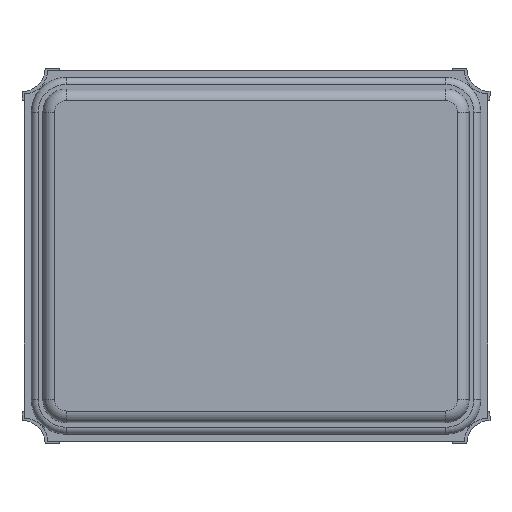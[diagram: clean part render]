
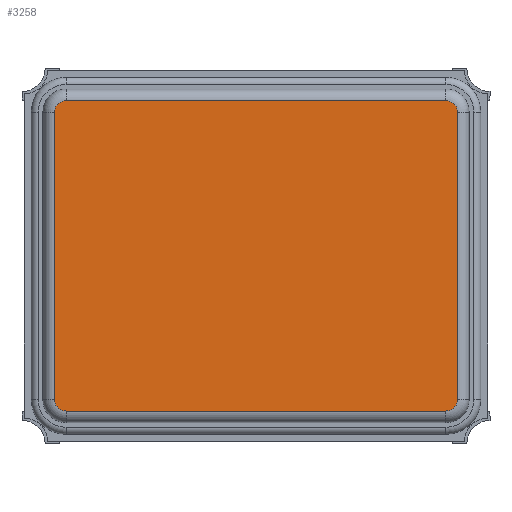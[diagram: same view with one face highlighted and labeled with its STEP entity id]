
A CAD part, top view. The second image highlights one B-rep face of the part: STEP entity #3258.
In plain terms, the highlighted planar face has unit normal (0, 0, 1).
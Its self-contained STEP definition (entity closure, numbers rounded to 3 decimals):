
#141 = ORIENTED_EDGE ( 'NONE', *, *, #3644, .T. ) ;
#142 = ORIENTED_EDGE ( 'NONE', *, *, #3647, .T. ) ;
#147 = ORIENTED_EDGE ( 'NONE', *, *, #3622, .T. ) ;
#148 = ORIENTED_EDGE ( 'NONE', *, *, #3630, .T. ) ;
#149 = ORIENTED_EDGE ( 'NONE', *, *, #3640, .T. ) ;
#211 = ORIENTED_EDGE ( 'NONE', *, *, #3627, .T. ) ;
#212 = ORIENTED_EDGE ( 'NONE', *, *, #3651, .T. ) ;
#267 = EDGE_LOOP ( 'NONE', ( #211, #532, #147, #212, #148, #149, #141, #142 ) ) ;
#532 = ORIENTED_EDGE ( 'NONE', *, *, #3605, .T. ) ;
#648 = LINE ( 'NONE', #1614, #651 ) ;
#651 = VECTOR ( 'NONE', #1616, 1000. ) ;
#675 = CIRCLE ( 'NONE', #2720, 0.05 ) ;
#678 = CIRCLE ( 'NONE', #2724, 0.05 ) ;
#685 = CIRCLE ( 'NONE', #2725, 0.05 ) ;
#695 = LINE ( 'NONE', #1951, #704 ) ;
#704 = VECTOR ( 'NONE', #1955, 1000. ) ;
#705 = CIRCLE ( 'NONE', #2731, 0.05 ) ;
#711 = LINE ( 'NONE', #1960, #713 ) ;
#713 = VECTOR ( 'NONE', #1967, 1000. ) ;
#716 = LINE ( 'NONE', #1984, #719 ) ;
#719 = VECTOR ( 'NONE', #1985, 1000. ) ;
#848 = VERTEX_POINT ( 'NONE', #2872 ) ;
#849 = VERTEX_POINT ( 'NONE', #2873 ) ;
#851 = VERTEX_POINT ( 'NONE', #2875 ) ;
#852 = VERTEX_POINT ( 'NONE', #2876 ) ;
#853 = VERTEX_POINT ( 'NONE', #2877 ) ;
#854 = VERTEX_POINT ( 'NONE', #2878 ) ;
#855 = VERTEX_POINT ( 'NONE', #2879 ) ;
#1089 = FACE_OUTER_BOUND ( 'NONE', #267, .T. ) ;
#1266 = CARTESIAN_POINT ( 'NONE',  ( -0.82, -0.67, 0.5 ) ) ;
#1614 = CARTESIAN_POINT ( 'NONE',  ( 0.87, 0.62, 0.5 ) ) ;
#1616 = DIRECTION ( 'NONE',  ( 0., 1., 0. ) ) ;
#1656 = CARTESIAN_POINT ( 'NONE',  ( 0.82, 0.62, 0.5 ) ) ;
#1657 = DIRECTION ( 'NONE',  ( 0., 0., 1. ) ) ;
#1658 = DIRECTION ( 'NONE',  ( -1., 0., 0. ) ) ;
#1673 = CARTESIAN_POINT ( 'NONE',  ( 0.82, -0.62, 0.5 ) ) ;
#1674 = DIRECTION ( 'NONE',  ( 0., 0., 1. ) ) ;
#1675 = DIRECTION ( 'NONE',  ( -1., 0., 0. ) ) ;
#1679 = CARTESIAN_POINT ( 'NONE',  ( -0.82, 0.62, 0.5 ) ) ;
#1680 = DIRECTION ( 'NONE',  ( 0., 0., 1. ) ) ;
#1681 = DIRECTION ( 'NONE',  ( -1., 0., 0. ) ) ;
#1951 = CARTESIAN_POINT ( 'NONE',  ( -0.87, 0.62, 0.5 ) ) ;
#1955 = DIRECTION ( 'NONE',  ( 0., -1., 0. ) ) ;
#1960 = CARTESIAN_POINT ( 'NONE',  ( 0.82, -0.67, 0.5 ) ) ;
#1964 = CARTESIAN_POINT ( 'NONE',  ( -0.82, -0.62, 0.5 ) ) ;
#1965 = DIRECTION ( 'NONE',  ( 0., 0., 1. ) ) ;
#1966 = DIRECTION ( 'NONE',  ( -1., 0., 0. ) ) ;
#1967 = DIRECTION ( 'NONE',  ( 1., 0., 0. ) ) ;
#1984 = CARTESIAN_POINT ( 'NONE',  ( 0.82, 0.67, 0.5 ) ) ;
#1985 = DIRECTION ( 'NONE',  ( -1., 0., 0. ) ) ;
#2562 = AXIS2_PLACEMENT_3D ( 'NONE', #3966, #3967, #3968 ) ;
#2720 = AXIS2_PLACEMENT_3D ( 'NONE', #1656, #1657, #1658 ) ;
#2724 = AXIS2_PLACEMENT_3D ( 'NONE', #1673, #1674, #1675 ) ;
#2725 = AXIS2_PLACEMENT_3D ( 'NONE', #1679, #1680, #1681 ) ;
#2731 = AXIS2_PLACEMENT_3D ( 'NONE', #1964, #1965, #1966 ) ;
#2872 = CARTESIAN_POINT ( 'NONE',  ( 0.82, -0.67, 0.5 ) ) ;
#2873 = CARTESIAN_POINT ( 'NONE',  ( 0.87, -0.62, 0.5 ) ) ;
#2875 = CARTESIAN_POINT ( 'NONE',  ( 0.87, 0.62, 0.5 ) ) ;
#2876 = CARTESIAN_POINT ( 'NONE',  ( 0.82, 0.67, 0.5 ) ) ;
#2877 = CARTESIAN_POINT ( 'NONE',  ( -0.82, 0.67, 0.5 ) ) ;
#2878 = CARTESIAN_POINT ( 'NONE',  ( -0.87, 0.62, 0.5 ) ) ;
#2879 = CARTESIAN_POINT ( 'NONE',  ( -0.87, -0.62, 0.5 ) ) ;
#3258 = ADVANCED_FACE ( 'NONE', ( #1089 ), #3946, .F. ) ;
#3313 = VERTEX_POINT ( 'NONE', #1266 ) ;
#3605 = EDGE_CURVE ( 'NONE', #849, #851, #648, .T. ) ;
#3622 = EDGE_CURVE ( 'NONE', #851, #852, #675, .T. ) ;
#3627 = EDGE_CURVE ( 'NONE', #848, #849, #678, .T. ) ;
#3630 = EDGE_CURVE ( 'NONE', #853, #854, #685, .T. ) ;
#3640 = EDGE_CURVE ( 'NONE', #854, #855, #695, .T. ) ;
#3644 = EDGE_CURVE ( 'NONE', #855, #3313, #705, .T. ) ;
#3647 = EDGE_CURVE ( 'NONE', #3313, #848, #711, .T. ) ;
#3651 = EDGE_CURVE ( 'NONE', #852, #853, #716, .T. ) ;
#3946 = PLANE ( 'NONE',  #2562 ) ;
#3966 = CARTESIAN_POINT ( 'NONE',  ( 0.82, 0.62, 0.5 ) ) ;
#3967 = DIRECTION ( 'NONE',  ( 0., 0., -1. ) ) ;
#3968 = DIRECTION ( 'NONE',  ( -1., 0., 0. ) ) ;
